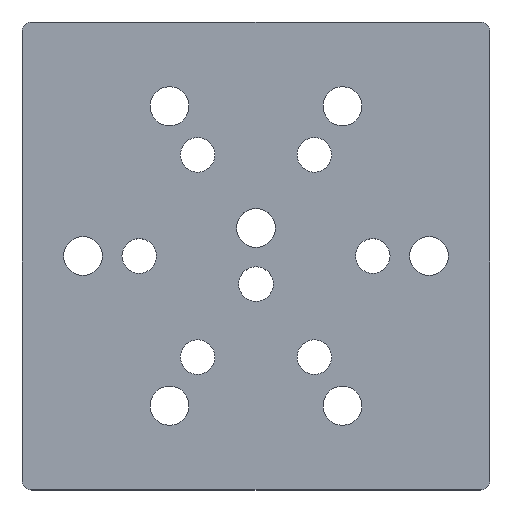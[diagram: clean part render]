
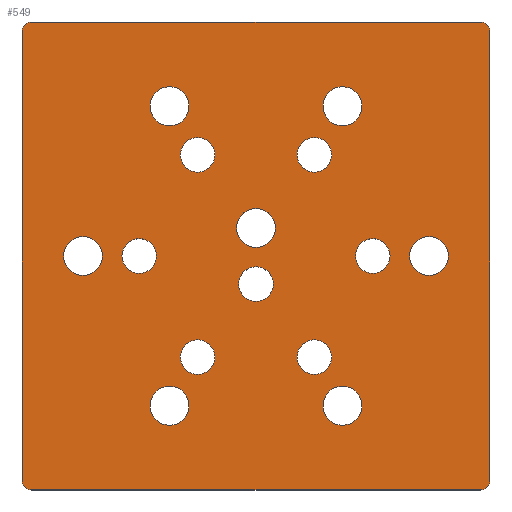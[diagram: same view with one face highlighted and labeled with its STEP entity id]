
A CAD part, top view. The second image highlights one B-rep face of the part: STEP entity #549.
In plain terms, the highlighted planar face has unit normal (0, 0, 1).
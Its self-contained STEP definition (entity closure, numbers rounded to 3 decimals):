
#52=CIRCLE('',#613,4.);
#53=CIRCLE('',#614,3.55);
#54=CIRCLE('',#615,3.55);
#55=CIRCLE('',#616,3.55);
#56=CIRCLE('',#617,4.);
#57=CIRCLE('',#618,3.55);
#58=CIRCLE('',#619,3.55);
#59=CIRCLE('',#620,3.55);
#60=CIRCLE('',#621,4.);
#61=CIRCLE('',#622,4.);
#62=CIRCLE('',#623,4.);
#63=CIRCLE('',#624,4.);
#64=CIRCLE('',#625,4.);
#65=CIRCLE('',#626,3.55);
#66=CIRCLE('',#627,2.);
#67=CIRCLE('',#628,2.);
#68=CIRCLE('',#629,2.);
#69=CIRCLE('',#630,2.);
#112=ORIENTED_EDGE('',*,*,#248,.F.);
#113=ORIENTED_EDGE('',*,*,#249,.F.);
#114=ORIENTED_EDGE('',*,*,#250,.F.);
#115=ORIENTED_EDGE('',*,*,#251,.F.);
#116=ORIENTED_EDGE('',*,*,#252,.F.);
#117=ORIENTED_EDGE('',*,*,#253,.F.);
#118=ORIENTED_EDGE('',*,*,#254,.F.);
#119=ORIENTED_EDGE('',*,*,#255,.F.);
#120=ORIENTED_EDGE('',*,*,#256,.F.);
#121=ORIENTED_EDGE('',*,*,#257,.F.);
#122=ORIENTED_EDGE('',*,*,#258,.F.);
#123=ORIENTED_EDGE('',*,*,#259,.F.);
#124=ORIENTED_EDGE('',*,*,#260,.F.);
#125=ORIENTED_EDGE('',*,*,#261,.F.);
#126=ORIENTED_EDGE('',*,*,#221,.T.);
#127=ORIENTED_EDGE('',*,*,#262,.T.);
#128=ORIENTED_EDGE('',*,*,#225,.F.);
#129=ORIENTED_EDGE('',*,*,#263,.T.);
#130=ORIENTED_EDGE('',*,*,#213,.F.);
#131=ORIENTED_EDGE('',*,*,#264,.T.);
#132=ORIENTED_EDGE('',*,*,#217,.T.);
#133=ORIENTED_EDGE('',*,*,#265,.T.);
#213=EDGE_CURVE('',#281,#278,#333,.T.);
#217=EDGE_CURVE('',#282,#285,#337,.T.);
#221=EDGE_CURVE('',#286,#289,#341,.T.);
#225=EDGE_CURVE('',#293,#290,#345,.T.);
#248=EDGE_CURVE('',#316,#316,#52,.T.);
#249=EDGE_CURVE('',#317,#317,#53,.T.);
#250=EDGE_CURVE('',#318,#318,#54,.T.);
#251=EDGE_CURVE('',#319,#319,#55,.T.);
#252=EDGE_CURVE('',#320,#320,#56,.T.);
#253=EDGE_CURVE('',#321,#321,#57,.T.);
#254=EDGE_CURVE('',#322,#322,#58,.T.);
#255=EDGE_CURVE('',#323,#323,#59,.T.);
#256=EDGE_CURVE('',#324,#324,#60,.T.);
#257=EDGE_CURVE('',#325,#325,#61,.T.);
#258=EDGE_CURVE('',#326,#326,#62,.T.);
#259=EDGE_CURVE('',#327,#327,#63,.T.);
#260=EDGE_CURVE('',#328,#328,#64,.T.);
#261=EDGE_CURVE('',#329,#329,#65,.T.);
#262=EDGE_CURVE('',#289,#290,#66,.T.);
#263=EDGE_CURVE('',#293,#278,#67,.T.);
#264=EDGE_CURVE('',#281,#282,#68,.T.);
#265=EDGE_CURVE('',#285,#286,#69,.T.);
#278=VERTEX_POINT('',#838);
#281=VERTEX_POINT('',#843);
#282=VERTEX_POINT('',#847);
#285=VERTEX_POINT('',#852);
#286=VERTEX_POINT('',#856);
#289=VERTEX_POINT('',#861);
#290=VERTEX_POINT('',#865);
#293=VERTEX_POINT('',#870);
#316=VERTEX_POINT('',#919);
#317=VERTEX_POINT('',#921);
#318=VERTEX_POINT('',#923);
#319=VERTEX_POINT('',#925);
#320=VERTEX_POINT('',#927);
#321=VERTEX_POINT('',#929);
#322=VERTEX_POINT('',#931);
#323=VERTEX_POINT('',#933);
#324=VERTEX_POINT('',#935);
#325=VERTEX_POINT('',#937);
#326=VERTEX_POINT('',#939);
#327=VERTEX_POINT('',#941);
#328=VERTEX_POINT('',#943);
#329=VERTEX_POINT('',#945);
#333=LINE('',#844,#361);
#337=LINE('',#853,#365);
#341=LINE('',#862,#369);
#345=LINE('',#871,#373);
#361=VECTOR('',#668,1000.);
#365=VECTOR('',#674,1000.);
#369=VECTOR('',#680,1000.);
#373=VECTOR('',#686,1000.);
#405=EDGE_LOOP('',(#112));
#406=EDGE_LOOP('',(#113));
#407=EDGE_LOOP('',(#114));
#408=EDGE_LOOP('',(#115));
#409=EDGE_LOOP('',(#116));
#410=EDGE_LOOP('',(#117));
#411=EDGE_LOOP('',(#118));
#412=EDGE_LOOP('',(#119));
#413=EDGE_LOOP('',(#120));
#414=EDGE_LOOP('',(#121));
#415=EDGE_LOOP('',(#122));
#416=EDGE_LOOP('',(#123));
#417=EDGE_LOOP('',(#124));
#418=EDGE_LOOP('',(#125));
#419=EDGE_LOOP('',(#126,#127,#128,#129,#130,#131,#132,#133));
#479=FACE_BOUND('',#405,.T.);
#480=FACE_BOUND('',#406,.T.);
#481=FACE_BOUND('',#407,.T.);
#482=FACE_BOUND('',#408,.T.);
#483=FACE_BOUND('',#409,.T.);
#484=FACE_BOUND('',#410,.T.);
#485=FACE_BOUND('',#411,.T.);
#486=FACE_BOUND('',#412,.T.);
#487=FACE_BOUND('',#413,.T.);
#488=FACE_BOUND('',#414,.T.);
#489=FACE_BOUND('',#415,.T.);
#490=FACE_BOUND('',#416,.T.);
#491=FACE_BOUND('',#417,.T.);
#492=FACE_BOUND('',#418,.T.);
#493=FACE_BOUND('',#419,.T.);
#539=PLANE('',#612);
#549=ADVANCED_FACE('',(#479,#480,#481,#482,#483,#484,#485,#486,#487,#488,
#489,#490,#491,#492,#493),#539,.T.);
#612=AXIS2_PLACEMENT_3D('',#917,#729,#730);
#613=AXIS2_PLACEMENT_3D('',#918,#731,#732);
#614=AXIS2_PLACEMENT_3D('',#920,#733,#734);
#615=AXIS2_PLACEMENT_3D('',#922,#735,#736);
#616=AXIS2_PLACEMENT_3D('',#924,#737,#738);
#617=AXIS2_PLACEMENT_3D('',#926,#739,#740);
#618=AXIS2_PLACEMENT_3D('',#928,#741,#742);
#619=AXIS2_PLACEMENT_3D('',#930,#743,#744);
#620=AXIS2_PLACEMENT_3D('',#932,#745,#746);
#621=AXIS2_PLACEMENT_3D('',#934,#747,#748);
#622=AXIS2_PLACEMENT_3D('',#936,#749,#750);
#623=AXIS2_PLACEMENT_3D('',#938,#751,#752);
#624=AXIS2_PLACEMENT_3D('',#940,#753,#754);
#625=AXIS2_PLACEMENT_3D('',#942,#755,#756);
#626=AXIS2_PLACEMENT_3D('',#944,#757,#758);
#627=AXIS2_PLACEMENT_3D('',#946,#759,#760);
#628=AXIS2_PLACEMENT_3D('',#947,#761,#762);
#629=AXIS2_PLACEMENT_3D('',#948,#763,#764);
#630=AXIS2_PLACEMENT_3D('',#949,#765,#766);
#668=DIRECTION('',(1.,0.,0.));
#674=DIRECTION('',(0.,-1.,0.));
#680=DIRECTION('',(1.,0.,0.));
#686=DIRECTION('',(0.,-1.,0.));
#729=DIRECTION('',(0.,0.,1.));
#730=DIRECTION('',(1.,0.,0.));
#731=DIRECTION('',(0.,0.,1.));
#732=DIRECTION('',(1.,0.,0.));
#733=DIRECTION('',(0.,0.,1.));
#734=DIRECTION('',(1.,0.,0.));
#735=DIRECTION('',(0.,0.,1.));
#736=DIRECTION('',(1.,0.,0.));
#737=DIRECTION('',(0.,0.,1.));
#738=DIRECTION('',(1.,0.,0.));
#739=DIRECTION('',(0.,0.,1.));
#740=DIRECTION('',(1.,0.,0.));
#741=DIRECTION('',(0.,0.,1.));
#742=DIRECTION('',(1.,0.,0.));
#743=DIRECTION('',(0.,0.,1.));
#744=DIRECTION('',(1.,0.,0.));
#745=DIRECTION('',(0.,0.,1.));
#746=DIRECTION('',(1.,0.,0.));
#747=DIRECTION('',(0.,0.,1.));
#748=DIRECTION('',(1.,0.,0.));
#749=DIRECTION('',(0.,0.,1.));
#750=DIRECTION('',(1.,0.,0.));
#751=DIRECTION('',(0.,0.,1.));
#752=DIRECTION('',(1.,0.,0.));
#753=DIRECTION('',(0.,0.,1.));
#754=DIRECTION('',(1.,0.,0.));
#755=DIRECTION('',(0.,0.,1.));
#756=DIRECTION('',(1.,0.,0.));
#757=DIRECTION('',(0.,0.,1.));
#758=DIRECTION('',(1.,0.,0.));
#759=DIRECTION('',(0.,0.,1.));
#760=DIRECTION('',(1.,0.,0.));
#761=DIRECTION('',(0.,0.,1.));
#762=DIRECTION('',(1.,0.,0.));
#763=DIRECTION('',(0.,0.,1.));
#764=DIRECTION('',(1.,0.,0.));
#765=DIRECTION('',(0.,0.,1.));
#766=DIRECTION('',(1.,0.,0.));
#838=CARTESIAN_POINT('',(46.1,48.1,45.));
#843=CARTESIAN_POINT('',(-46.1,48.1,45.));
#844=CARTESIAN_POINT('',(0.,48.1,45.));
#847=CARTESIAN_POINT('',(-48.1,46.1,45.));
#852=CARTESIAN_POINT('',(-48.1,-46.1,45.));
#853=CARTESIAN_POINT('',(-48.1,0.,45.));
#856=CARTESIAN_POINT('',(-46.1,-48.1,45.));
#861=CARTESIAN_POINT('',(46.1,-48.1,45.));
#862=CARTESIAN_POINT('',(0.,-48.1,45.));
#865=CARTESIAN_POINT('',(48.1,-46.1,45.));
#870=CARTESIAN_POINT('',(48.1,46.1,45.));
#871=CARTESIAN_POINT('',(48.1,0.,45.));
#917=CARTESIAN_POINT('',(0.,0.,45.));
#918=CARTESIAN_POINT('',(-17.775,30.787,45.));
#919=CARTESIAN_POINT('',(-13.775,30.787,45.));
#920=CARTESIAN_POINT('',(12.,20.785,45.));
#921=CARTESIAN_POINT('',(15.55,20.785,45.));
#922=CARTESIAN_POINT('',(24.,0.,45.));
#923=CARTESIAN_POINT('',(27.55,0.,45.));
#924=CARTESIAN_POINT('',(12.,-20.785,45.));
#925=CARTESIAN_POINT('',(15.55,-20.785,45.));
#926=CARTESIAN_POINT('',(0.,5.775,45.));
#927=CARTESIAN_POINT('',(4.,5.775,45.));
#928=CARTESIAN_POINT('',(-12.,20.785,45.));
#929=CARTESIAN_POINT('',(-8.45,20.785,45.));
#930=CARTESIAN_POINT('',(-24.,0.,45.));
#931=CARTESIAN_POINT('',(-20.45,0.,45.));
#932=CARTESIAN_POINT('',(-12.,-20.785,45.));
#933=CARTESIAN_POINT('',(-8.45,-20.785,45.));
#934=CARTESIAN_POINT('',(-35.55,0.,45.));
#935=CARTESIAN_POINT('',(-31.55,0.,45.));
#936=CARTESIAN_POINT('',(-17.775,-30.787,45.));
#937=CARTESIAN_POINT('',(-13.775,-30.787,45.));
#938=CARTESIAN_POINT('',(17.775,-30.787,45.));
#939=CARTESIAN_POINT('',(21.775,-30.787,45.));
#940=CARTESIAN_POINT('',(35.55,0.,45.));
#941=CARTESIAN_POINT('',(39.55,0.,45.));
#942=CARTESIAN_POINT('',(17.775,30.787,45.));
#943=CARTESIAN_POINT('',(21.775,30.787,45.));
#944=CARTESIAN_POINT('',(0.,-5.775,45.));
#945=CARTESIAN_POINT('',(3.55,-5.775,45.));
#946=CARTESIAN_POINT('',(46.1,-46.1,45.));
#947=CARTESIAN_POINT('',(46.1,46.1,45.));
#948=CARTESIAN_POINT('',(-46.1,46.1,45.));
#949=CARTESIAN_POINT('',(-46.1,-46.1,45.));
